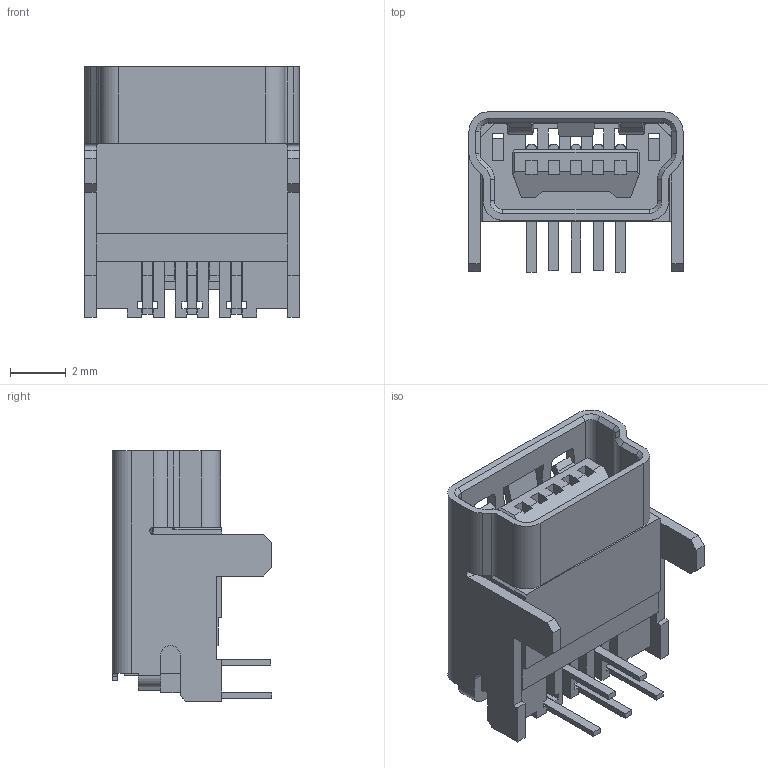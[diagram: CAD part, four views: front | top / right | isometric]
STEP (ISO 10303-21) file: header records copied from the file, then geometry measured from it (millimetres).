
FILE_DESCRIPTION(('CAx-IF Rec.Pracs.---Model Styling and Organization---1.5---2016-08-15','CAx-IF Rec.Pracs.---Geometric and Assembly Validation Properties---4.4---2016-08-17','CAx-IF Rec.Pracs.---User Defined Attributes---1.5---2016-08-15','CAx-IF Rec.Pracs.---External References---2.1---2005-01-19'),'2;1');
FILE_NAME('USB-Mini-B.stp','2020-03-29T16:11:03',('Unspecified'),('Unspecified'),'CAD Exchanger 3.7.0 (cadexchanger.com)','Unspecified','');
FILE_SCHEMA(('AUTOMOTIVE_DESIGN { 1 0 10303 214 1 1 1 1 }'));
Length unit declared in the file: millimetre
Products named in the file (1): USB-Mini-B
Bounding box: 7.7 x 5.75 x 9 mm (x, y, z)
Volume: 131.9 mm3; surface area: 617 mm2
Topology: 1 solids, 1 shells, 417 faces, 1202 edges, 772 vertices
Faces by surface type: plane 331, cylinder 60, bspline 18, cone 8
Entity records: 15019 total; most frequent: CARTESIAN_POINT 4093, ORIENTED_EDGE 2404, DIRECTION 2078, EDGE_CURVE 1202, LINE 1042, VECTOR 1042, VERTEX_POINT 772, AXIS2_PLACEMENT_3D 518
